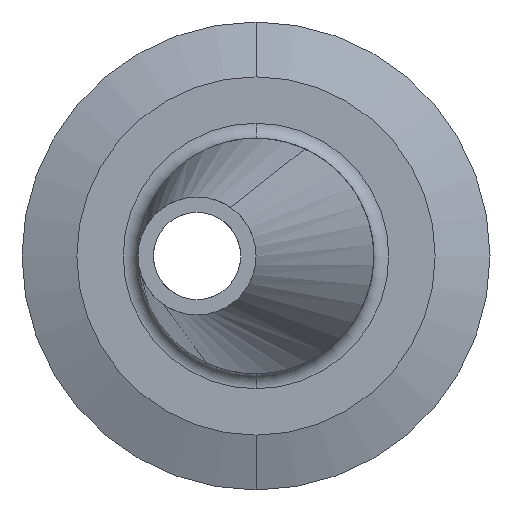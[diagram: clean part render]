
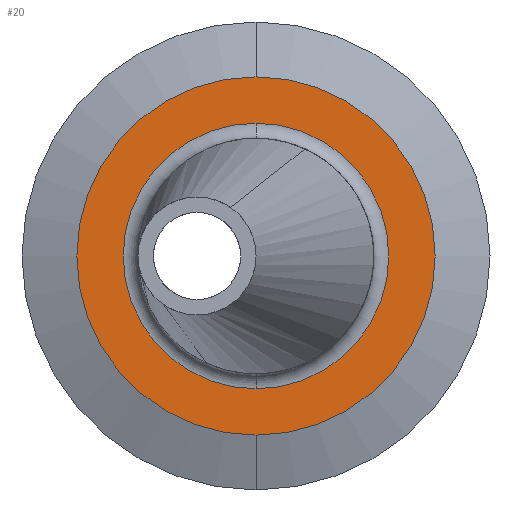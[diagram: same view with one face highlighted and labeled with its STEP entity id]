
A CAD part, front view. The second image highlights one B-rep face of the part: STEP entity #20.
In plain terms, the highlighted planar face has unit normal (0, -1, 0).
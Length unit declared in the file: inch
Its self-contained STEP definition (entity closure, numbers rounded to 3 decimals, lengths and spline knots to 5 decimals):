
#20 = ADVANCED_FACE ( 'NONE', ( #1636, #315 ), #831, .F. ) ;
#40 = CIRCLE ( 'NONE', #1125, 0.56299 ) ;
#111 = EDGE_LOOP ( 'NONE', ( #1338, #993 ) ) ;
#252 = EDGE_CURVE ( 'NONE', #820, #585, #40, .T. ) ;
#255 = AXIS2_PLACEMENT_3D ( 'NONE', #382, #1177, #1427 ) ;
#284 = CARTESIAN_POINT ( 'NONE',  ( 0., 0., 0.56299 ) ) ;
#315 = FACE_OUTER_BOUND ( 'NONE', #111, .T. ) ;
#341 = EDGE_CURVE ( 'NONE', #446, #1126, #804, .T. ) ;
#368 = DIRECTION ( 'NONE',  ( 0., 0., 1. ) ) ;
#382 = CARTESIAN_POINT ( 'NONE',  ( 0., 0., 0. ) ) ;
#387 = CARTESIAN_POINT ( 'NONE',  ( 0., 0., 0. ) ) ;
#395 = DIRECTION ( 'NONE',  ( 0., 1., 0. ) ) ;
#415 = DIRECTION ( 'NONE',  ( 0., 0., 1. ) ) ;
#446 = VERTEX_POINT ( 'NONE', #525 ) ;
#452 = ORIENTED_EDGE ( 'NONE', *, *, #1444, .T. ) ;
#493 = EDGE_CURVE ( 'NONE', #1126, #446, #1403, .T. ) ;
#523 = EDGE_LOOP ( 'NONE', ( #452, #1699 ) ) ;
#525 = CARTESIAN_POINT ( 'NONE',  ( 0., 0., 0.75956 ) ) ;
#585 = VERTEX_POINT ( 'NONE', #284 ) ;
#793 = CARTESIAN_POINT ( 'NONE',  ( 0., 0., 0. ) ) ;
#804 = CIRCLE ( 'NONE', #1688, 0.75956 ) ;
#820 = VERTEX_POINT ( 'NONE', #1009 ) ;
#831 = PLANE ( 'NONE',  #927 ) ;
#902 = CARTESIAN_POINT ( 'NONE',  ( 0., 0., 0. ) ) ;
#927 = AXIS2_PLACEMENT_3D ( 'NONE', #1451, #1627, #415 ) ;
#955 = AXIS2_PLACEMENT_3D ( 'NONE', #387, #395, #1458 ) ;
#993 = ORIENTED_EDGE ( 'NONE', *, *, #493, .F. ) ;
#1009 = CARTESIAN_POINT ( 'NONE',  ( 0., 0., -0.56299 ) ) ;
#1093 = DIRECTION ( 'NONE',  ( 0., 0., 1. ) ) ;
#1125 = AXIS2_PLACEMENT_3D ( 'NONE', #793, #1568, #1093 ) ;
#1126 = VERTEX_POINT ( 'NONE', #1311 ) ;
#1177 = DIRECTION ( 'NONE',  ( 0., 1., 0. ) ) ;
#1311 = CARTESIAN_POINT ( 'NONE',  ( 0., 0., -0.75956 ) ) ;
#1338 = ORIENTED_EDGE ( 'NONE', *, *, #341, .F. ) ;
#1385 = CIRCLE ( 'NONE', #255, 0.56299 ) ;
#1403 = CIRCLE ( 'NONE', #955, 0.75956 ) ;
#1427 = DIRECTION ( 'NONE',  ( 0., 0., 1. ) ) ;
#1444 = EDGE_CURVE ( 'NONE', #585, #820, #1385, .T. ) ;
#1451 = CARTESIAN_POINT ( 'NONE',  ( 0.48228, 0., 0. ) ) ;
#1458 = DIRECTION ( 'NONE',  ( 0., 0., 1. ) ) ;
#1568 = DIRECTION ( 'NONE',  ( 0., 1., 0. ) ) ;
#1627 = DIRECTION ( 'NONE',  ( 0., 1., 0. ) ) ;
#1636 = FACE_BOUND ( 'NONE', #523, .T. ) ;
#1685 = DIRECTION ( 'NONE',  ( 0., 1., 0. ) ) ;
#1688 = AXIS2_PLACEMENT_3D ( 'NONE', #902, #1685, #368 ) ;
#1699 = ORIENTED_EDGE ( 'NONE', *, *, #252, .T. ) ;
